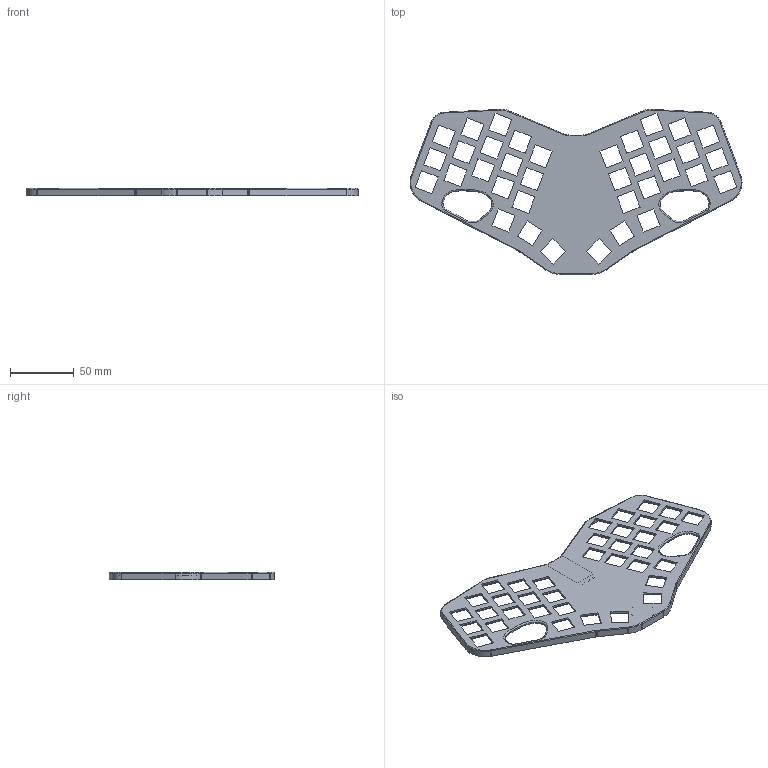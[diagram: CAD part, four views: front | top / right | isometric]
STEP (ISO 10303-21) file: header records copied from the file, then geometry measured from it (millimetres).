
FILE_DESCRIPTION(/* description */ (''),/* implementation_level */ '2;1');
FILE_NAME(/* name */ 'top plate.step',/* time_stamp */ '2025-09-05T11:44:30+03:00',/* author */ (''),/* organization */ (''),/* preprocessor_version */ 'ST-DEVELOPER v20.1',/* originating_system */ 'Autodesk Translation Framework v14.10.0.0',/* authorisation */ '');
FILE_SCHEMA (('AUTOMOTIVE_DESIGN { 1 0 10303 214 3 1 1 }'));
Length unit declared in the file: millimetre
Products named in the file (1): top plate
Bounding box: 259.5 x 129.16 x 5.8 mm (x, y, z)
Volume: 31784.2 mm3; surface area: 42172.6 mm2
Topology: 1 solids, 1 shells, 563 faces, 1443 edges, 940 vertices
Faces by surface type: plane 452, cylinder 81, bspline 20, torus 10
Full cylindrical faces by diameter (mm): 3 x8, 3.8 x8, 18.601 x1
Entity records: 18394 total; most frequent: CARTESIAN_POINT 4619, ORIENTED_EDGE 2886, DIRECTION 2587, EDGE_CURVE 1443, LINE 1251, VECTOR 1251, VERTEX_POINT 940, EDGE_LOOP 699
